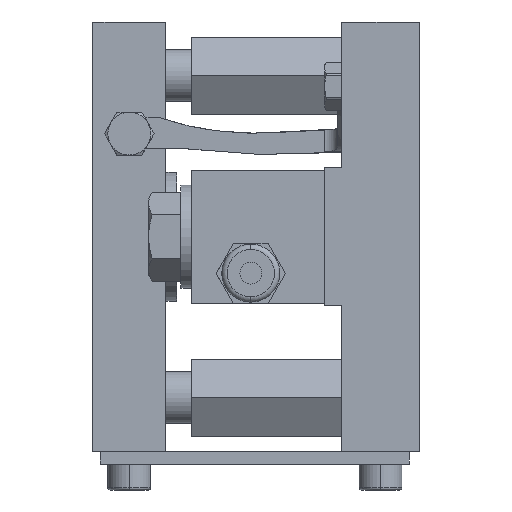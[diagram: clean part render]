
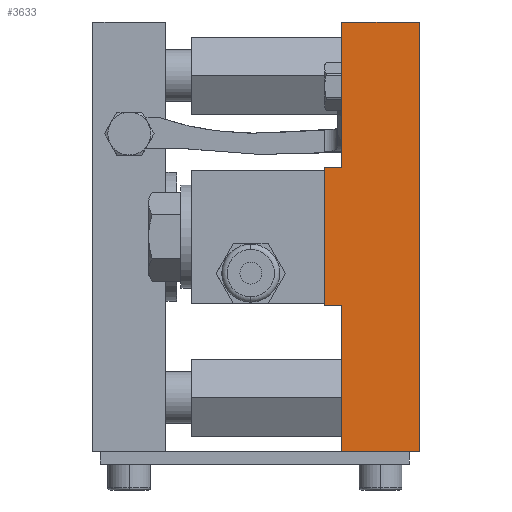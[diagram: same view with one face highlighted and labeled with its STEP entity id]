
A CAD part, left-side view. The second image highlights one B-rep face of the part: STEP entity #3633.
In plain terms, the highlighted planar face has unit normal (-1, 0, 0).
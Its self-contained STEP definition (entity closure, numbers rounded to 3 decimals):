
#260 = LINE ( 'NONE', #7748, #3333 ) ;
#315 = VECTOR ( 'NONE', #3660, 1000. ) ;
#426 = ORIENTED_EDGE ( 'NONE', *, *, #479, .T. ) ;
#461 = DIRECTION ( 'NONE',  ( 0., -1., 0. ) ) ;
#479 = EDGE_CURVE ( 'NONE', #9282, #1743, #704, .T. ) ;
#704 = LINE ( 'NONE', #4358, #315 ) ;
#753 = EDGE_CURVE ( 'NONE', #4599, #1743, #260, .T. ) ;
#785 = EDGE_CURVE ( 'NONE', #3600, #4207, #3200, .T. ) ;
#867 = DIRECTION ( 'NONE',  ( 0., 0., -1. ) ) ;
#994 = CARTESIAN_POINT ( 'NONE',  ( -97.5, 0., 50. ) ) ;
#1048 = VECTOR ( 'NONE', #1506, 1000. ) ;
#1141 = CARTESIAN_POINT ( 'NONE',  ( -97.5, 18., -16. ) ) ;
#1176 = DIRECTION ( 'NONE',  ( 0., 0., 1. ) ) ;
#1506 = DIRECTION ( 'NONE',  ( 0., 0., 1. ) ) ;
#1676 = DIRECTION ( 'NONE',  ( 1., 0., 0. ) ) ;
#1700 = EDGE_CURVE ( 'NONE', #3259, #4207, #8278, .T. ) ;
#1743 = VERTEX_POINT ( 'NONE', #1141 ) ;
#2035 = VERTEX_POINT ( 'NONE', #5685 ) ;
#2363 = CARTESIAN_POINT ( 'NONE',  ( -97.5, 18., 50. ) ) ;
#2671 = LINE ( 'NONE', #7120, #7258 ) ;
#2770 = CARTESIAN_POINT ( 'NONE',  ( -97.5, 18., 50. ) ) ;
#3130 = PLANE ( 'NONE',  #7866 ) ;
#3200 = LINE ( 'NONE', #5540, #8063 ) ;
#3204 = CARTESIAN_POINT ( 'NONE',  ( -97.5, 18., 16. ) ) ;
#3259 = VERTEX_POINT ( 'NONE', #7492 ) ;
#3262 = ORIENTED_EDGE ( 'NONE', *, *, #8554, .F. ) ;
#3333 = VECTOR ( 'NONE', #1176, 1000. ) ;
#3340 = EDGE_CURVE ( 'NONE', #9282, #2035, #6297, .T. ) ;
#3563 = VECTOR ( 'NONE', #4766, 1000. ) ;
#3600 = VERTEX_POINT ( 'NONE', #6673 ) ;
#3633 = ADVANCED_FACE ( 'NONE', ( #7432 ), #3130, .F. ) ;
#3660 = DIRECTION ( 'NONE',  ( 0., -1., 0. ) ) ;
#3674 = LINE ( 'NONE', #2770, #1048 ) ;
#3929 = DIRECTION ( 'NONE',  ( 0., 0., 1. ) ) ;
#4207 = VERTEX_POINT ( 'NONE', #8274 ) ;
#4358 = CARTESIAN_POINT ( 'NONE',  ( -97.5, 22., -16. ) ) ;
#4599 = VERTEX_POINT ( 'NONE', #9377 ) ;
#4648 = EDGE_CURVE ( 'NONE', #2035, #6750, #2671, .T. ) ;
#4656 = EDGE_LOOP ( 'NONE', ( #9062, #5719, #3262, #6772, #7510, #426, #6158, #5785 ) ) ;
#4766 = DIRECTION ( 'NONE',  ( 0., -1., 0. ) ) ;
#5540 = CARTESIAN_POINT ( 'NONE',  ( -97.5, 18., 50. ) ) ;
#5621 = EDGE_CURVE ( 'NONE', #4599, #3259, #8984, .T. ) ;
#5685 = CARTESIAN_POINT ( 'NONE',  ( -97.5, 22., 16. ) ) ;
#5719 = ORIENTED_EDGE ( 'NONE', *, *, #785, .F. ) ;
#5785 = ORIENTED_EDGE ( 'NONE', *, *, #5621, .T. ) ;
#6112 = DIRECTION ( 'NONE',  ( 0., -1., 0. ) ) ;
#6158 = ORIENTED_EDGE ( 'NONE', *, *, #753, .F. ) ;
#6170 = VECTOR ( 'NONE', #3929, 1000. ) ;
#6297 = LINE ( 'NONE', #7781, #8918 ) ;
#6673 = CARTESIAN_POINT ( 'NONE',  ( -97.5, 18., 50. ) ) ;
#6750 = VERTEX_POINT ( 'NONE', #3204 ) ;
#6772 = ORIENTED_EDGE ( 'NONE', *, *, #4648, .F. ) ;
#6972 = CARTESIAN_POINT ( 'NONE',  ( -97.5, 18., -50. ) ) ;
#7120 = CARTESIAN_POINT ( 'NONE',  ( -97.5, 22., 16. ) ) ;
#7258 = VECTOR ( 'NONE', #461, 1000. ) ;
#7432 = FACE_OUTER_BOUND ( 'NONE', #4656, .T. ) ;
#7492 = CARTESIAN_POINT ( 'NONE',  ( -97.5, 0., -50. ) ) ;
#7510 = ORIENTED_EDGE ( 'NONE', *, *, #3340, .F. ) ;
#7719 = CARTESIAN_POINT ( 'NONE',  ( -97.5, 22., -16. ) ) ;
#7748 = CARTESIAN_POINT ( 'NONE',  ( -97.5, 18., 50. ) ) ;
#7781 = CARTESIAN_POINT ( 'NONE',  ( -97.5, 22., 16. ) ) ;
#7866 = AXIS2_PLACEMENT_3D ( 'NONE', #2363, #1676, #867 ) ;
#8063 = VECTOR ( 'NONE', #6112, 1000. ) ;
#8274 = CARTESIAN_POINT ( 'NONE',  ( -97.5, 0., 50. ) ) ;
#8278 = LINE ( 'NONE', #994, #6170 ) ;
#8395 = DIRECTION ( 'NONE',  ( 0., 0., 1. ) ) ;
#8554 = EDGE_CURVE ( 'NONE', #6750, #3600, #3674, .T. ) ;
#8918 = VECTOR ( 'NONE', #8395, 1000. ) ;
#8984 = LINE ( 'NONE', #6972, #3563 ) ;
#9062 = ORIENTED_EDGE ( 'NONE', *, *, #1700, .T. ) ;
#9282 = VERTEX_POINT ( 'NONE', #7719 ) ;
#9377 = CARTESIAN_POINT ( 'NONE',  ( -97.5, 18., -50. ) ) ;
